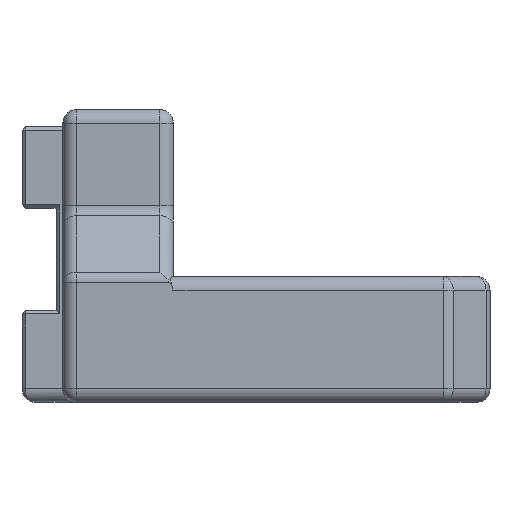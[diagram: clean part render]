
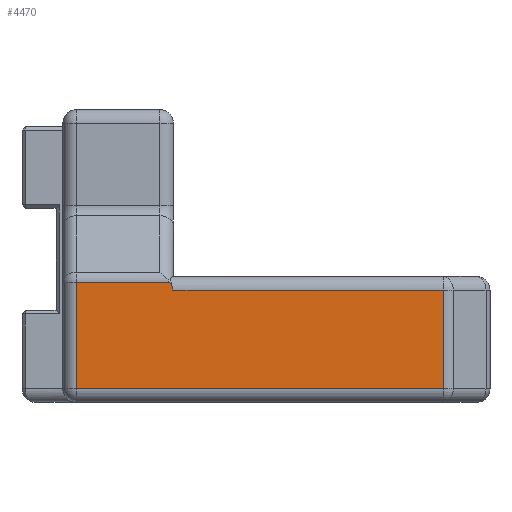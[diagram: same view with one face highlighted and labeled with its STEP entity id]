
A CAD part, left-side view. The second image highlights one B-rep face of the part: STEP entity #4470.
In plain terms, the highlighted planar face has unit normal (-1, 0, 0).
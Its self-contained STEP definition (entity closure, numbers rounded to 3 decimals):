
#387=PLANE('',#4934);
#606=FACE_OUTER_BOUND('',#914,.T.);
#914=EDGE_LOOP('',(#3637,#3638,#3639,#3640,#3641,#3642));
#1260=LINE('',#7417,#1646);
#1270=LINE('',#7465,#1656);
#1272=LINE('',#7471,#1658);
#1273=LINE('',#7473,#1659);
#1274=LINE('',#7476,#1660);
#1646=VECTOR('',#5968,10.);
#1656=VECTOR('',#6026,10.);
#1658=VECTOR('',#6032,10.);
#1659=VECTOR('',#6033,10.);
#1660=VECTOR('',#6036,10.);
#1846=ELLIPSE('',#4935,2.727,2.);
#2073=VERTEX_POINT('',#7414);
#2074=VERTEX_POINT('',#7416);
#2088=VERTEX_POINT('',#7464);
#2090=VERTEX_POINT('',#7470);
#2091=VERTEX_POINT('',#7472);
#2092=VERTEX_POINT('',#7474);
#2594=EDGE_CURVE('',#2073,#2074,#1260,.T.);
#2618=EDGE_CURVE('',#2074,#2088,#1270,.T.);
#2621=EDGE_CURVE('',#2090,#2073,#1272,.T.);
#2622=EDGE_CURVE('',#2091,#2090,#1273,.T.);
#2623=EDGE_CURVE('',#2092,#2091,#1846,.T.);
#2624=EDGE_CURVE('',#2088,#2092,#1274,.T.);
#3637=ORIENTED_EDGE('',*,*,#2594,.F.);
#3638=ORIENTED_EDGE('',*,*,#2621,.F.);
#3639=ORIENTED_EDGE('',*,*,#2622,.F.);
#3640=ORIENTED_EDGE('',*,*,#2623,.F.);
#3641=ORIENTED_EDGE('',*,*,#2624,.F.);
#3642=ORIENTED_EDGE('',*,*,#2618,.F.);
#4470=ADVANCED_FACE('',(#606),#387,.T.);
#4934=AXIS2_PLACEMENT_3D('',#7469,#6030,#6031);
#4935=AXIS2_PLACEMENT_3D('',#7475,#6034,#6035);
#5968=DIRECTION('',(0.,1.,0.));
#6026=DIRECTION('',(0.,0.,1.));
#6030=DIRECTION('center_axis',(-1.,0.,0.));
#6031=DIRECTION('ref_axis',(0.,-1.,0.));
#6032=DIRECTION('',(0.,0.,-1.));
#6033=DIRECTION('',(0.,-1.,0.));
#6034=DIRECTION('center_axis',(1.,0.,0.));
#6035=DIRECTION('ref_axis',(0.,0.,
1.));
#6036=DIRECTION('',(0.,-1.,0.));
#7414=CARTESIAN_POINT('',(-230.664,141.558,2.));
#7416=CARTESIAN_POINT('',(-230.664,195.486,2.));
#7417=CARTESIAN_POINT('',(-230.664,169.611,2.));
#7464=CARTESIAN_POINT('',(-230.664,195.486,17.627));
#7465=CARTESIAN_POINT('',(-230.664,195.486,10.5));
#7469=CARTESIAN_POINT('Origin',(-230.664,181.236,0.));
#7470=CARTESIAN_POINT('',(-230.664,141.558,16.5));
#7471=CARTESIAN_POINT('',(-230.664,141.558,0.));
#7472=CARTESIAN_POINT('',(-230.664,181.308,16.5));
#7473=CARTESIAN_POINT('',(-230.664,169.611,16.5));
#7474=CARTESIAN_POINT('',(-230.664,181.769,17.627));
#7475=CARTESIAN_POINT('Origin',(-230.664,183.236,15.773));
#7476=CARTESIAN_POINT('',(-230.664,181.236,17.627));
